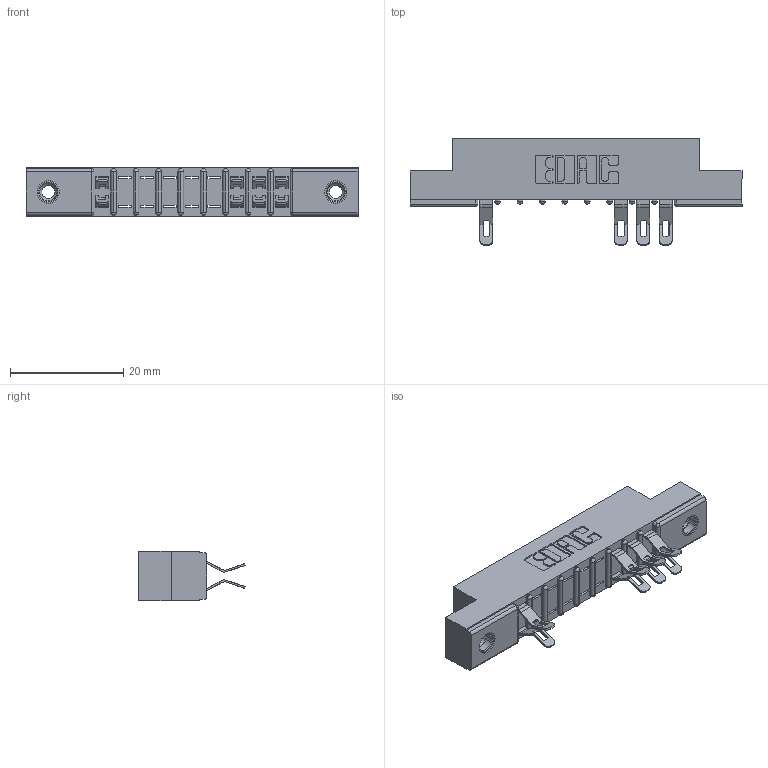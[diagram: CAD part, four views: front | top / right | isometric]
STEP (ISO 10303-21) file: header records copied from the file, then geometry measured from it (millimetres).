
FILE_DESCRIPTION (( 'STEP AP203' ), '1' );
FILE_NAME ('357-018-555-208.STEP', '2018-08-08T05:43:35', ( '' ), ( '' ), 'SwSTEP 2.0', 'SolidWorks 2016', '' );
FILE_SCHEMA (( 'CONFIG_CONTROL_DESIGN' ));
Length unit declared in the file: inch
Products named in the file (4): 307 Part_.156 Dia Mounting Holes; 307-290-001_555; 345-250-001_345-250-003-102; 357-018-555-208
Assembly tree (11 placements, depth 2):
  357-018-555-208
    307 Part_.156 Dia Mounting Holes
    307-290-001_555  x8
    345-250-001_345-250-003-102  x2
Bounding box: 58.67 x 18.75 x 8.71 mm (x, y, z)
Volume: 3727.2 mm3; surface area: 5293.9 mm2
Topology: 11 solids, 11 shells, 776 faces, 2227 edges, 1438 vertices
Faces by surface type: plane 434, cylinder 306, sphere 20, cone 12, torus 4
Entity records: 13474 total; most frequent: CARTESIAN_POINT 2246, ORIENTED_EDGE 2228, DIRECTION 2220, EDGE_CURVE 1114, LINE 828, VECTOR 828, VERTEX_POINT 722, AXIS2_PLACEMENT_3D 696
